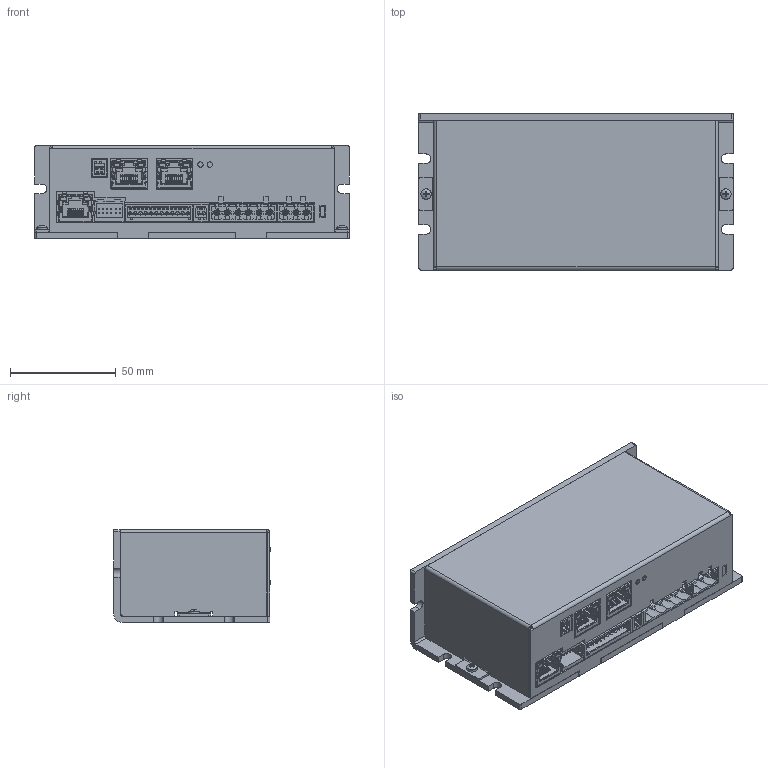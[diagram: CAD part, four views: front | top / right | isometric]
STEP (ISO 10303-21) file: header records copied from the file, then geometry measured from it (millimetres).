
FILE_DESCRIPTION((''),'2;1');
FILE_NAME('N5-EtherCat2.stp','2014-02-24T16:28:54',('Administrator'),(''),'Autodesk Inventor 2013','Autodesk Inventor 2013','');
FILE_SCHEMA(('AUTOMOTIVE_DESIGN { 1 0 10303 214 1 1 1 1 }'));
Length unit declared in the file: millimetre
Products named in the file (15): Deckel+Winkel; N5_Winkel; N5_Deckel; 691313710003; 6913137100xx_PIN; 691313710006; RJ45-WE; S12B-PADSS-1; 1881448; 1881545; 螺钉 GB/T 818-2000 H 型 M2.5 x 3; led light2
Assembly tree (25 placements, depth 3):
  Deckel+Winkel
    N5_Winkel
    N5_Deckel
    691313710003
      6913137100xx_PIN  x3
      691313710003
    691313710006
      6913137100xx_PIN  x6
      691313710006
    RJ45-WE  x3
    S12B-PADSS-1
    1881448  x2
    1881545
    螺钉 GB/T 818-2000 H 型 M2.5 x 3  x2
    led light2
Bounding box: 149 x 74.15 x 44 mm (x, y, z)
Volume: 85422.5 mm3; surface area: 97125.2 mm2
Topology: 23 solids, 23 shells, 4763 faces, 12264 edges, 7675 vertices
Faces by surface type: plane 3359, cylinder 1134, bspline 177, sphere 44, cone 39, torus 10
Full cylindrical faces by diameter (mm): 0.457 x3, 0.75 x9, 1.2 x16, 1.6 x13, 2.013 x2, 2.208 x2, 2.5 x4, 2.75 x9, 3.242 x1, 4.2 x5
Entity records: 80677 total; most frequent: CARTESIAN_POINT 15305, ORIENTED_EDGE 13048, DIRECTION 12562, EDGE_CURVE 6524, VECTOR 5240, LINE 5240, VERTEX_POINT 4204, AXIS2_PLACEMENT_3D 3661
